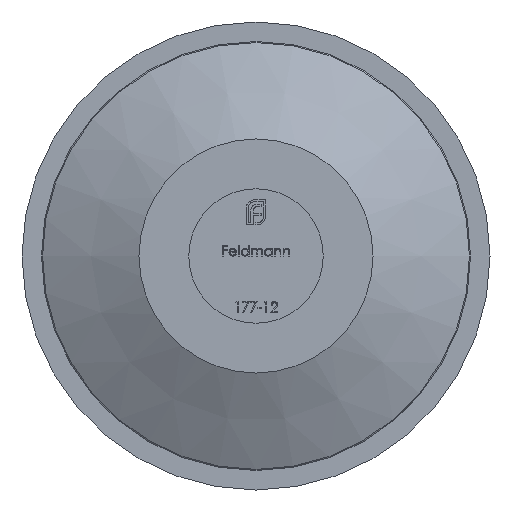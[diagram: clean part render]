
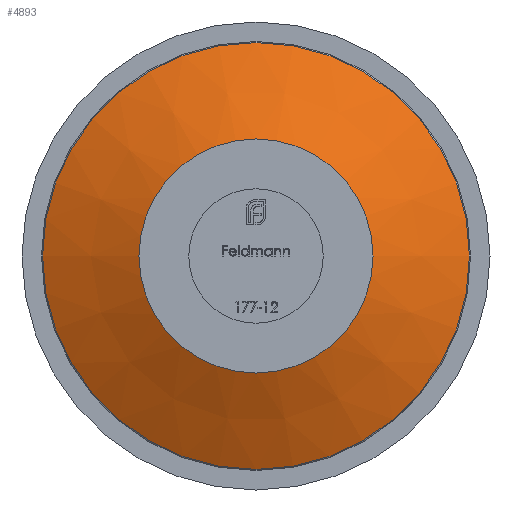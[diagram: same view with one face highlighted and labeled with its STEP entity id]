
A CAD part, front view. The second image highlights one B-rep face of the part: STEP entity #4893.
In plain terms, the highlighted conical face has half-angle 64.011 degrees and reference radius 3 mm.
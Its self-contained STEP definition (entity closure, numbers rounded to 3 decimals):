
#440 = EDGE_LOOP ( 'NONE', ( #1796 ) ) ;
#550 = EDGE_LOOP ( 'NONE', ( #3791 ) ) ;
#581 = AXIS2_PLACEMENT_3D ( 'NONE', #8143, #3615, #2065 ) ;
#627 = CARTESIAN_POINT ( 'NONE',  ( -3., 1.3, 0. ) ) ;
#695 = CIRCLE ( 'NONE', #1484, 5.472 ) ;
#1484 = AXIS2_PLACEMENT_3D ( 'NONE', #1921, #9567, #2813 ) ;
#1796 = ORIENTED_EDGE ( 'NONE', *, *, #3311, .T. ) ;
#1842 = VERTEX_POINT ( 'NONE', #5332 ) ;
#1921 = CARTESIAN_POINT ( 'NONE',  ( 0., 2.505, 0. ) ) ;
#2065 = DIRECTION ( 'NONE',  ( -1., 0., 0. ) ) ;
#2201 = CIRCLE ( 'NONE', #9394, 3. ) ;
#2813 = DIRECTION ( 'NONE',  ( 1., 0., 0. ) ) ;
#3311 = EDGE_CURVE ( 'NONE', #9771, #9771, #2201, .T. ) ;
#3615 = DIRECTION ( 'NONE',  ( 0., 1., 0. ) ) ;
#3742 = CONICAL_SURFACE ( 'NONE', #581, 3., 1.117 ) ;
#3791 = ORIENTED_EDGE ( 'NONE', *, *, #9286, .T. ) ;
#4893 = ADVANCED_FACE ( 'NONE', ( #9205, #9450 ), #3742, .T. ) ;
#5332 = CARTESIAN_POINT ( 'NONE',  ( 5.472, 2.505, 0. ) ) ;
#5811 = DIRECTION ( 'NONE',  ( 0., 1., 0. ) ) ;
#7334 = DIRECTION ( 'NONE',  ( -1., 0., 0. ) ) ;
#8143 = CARTESIAN_POINT ( 'NONE',  ( 0., 1.3, 0. ) ) ;
#9205 = FACE_OUTER_BOUND ( 'NONE', #550, .T. ) ;
#9286 = EDGE_CURVE ( 'NONE', #1842, #1842, #695, .T. ) ;
#9394 = AXIS2_PLACEMENT_3D ( 'NONE', #9613, #5811, #7334 ) ;
#9450 = FACE_BOUND ( 'NONE', #440, .T. ) ;
#9567 = DIRECTION ( 'NONE',  ( 0., -1., 0. ) ) ;
#9613 = CARTESIAN_POINT ( 'NONE',  ( 0., 1.3, 0. ) ) ;
#9771 = VERTEX_POINT ( 'NONE', #627 ) ;
